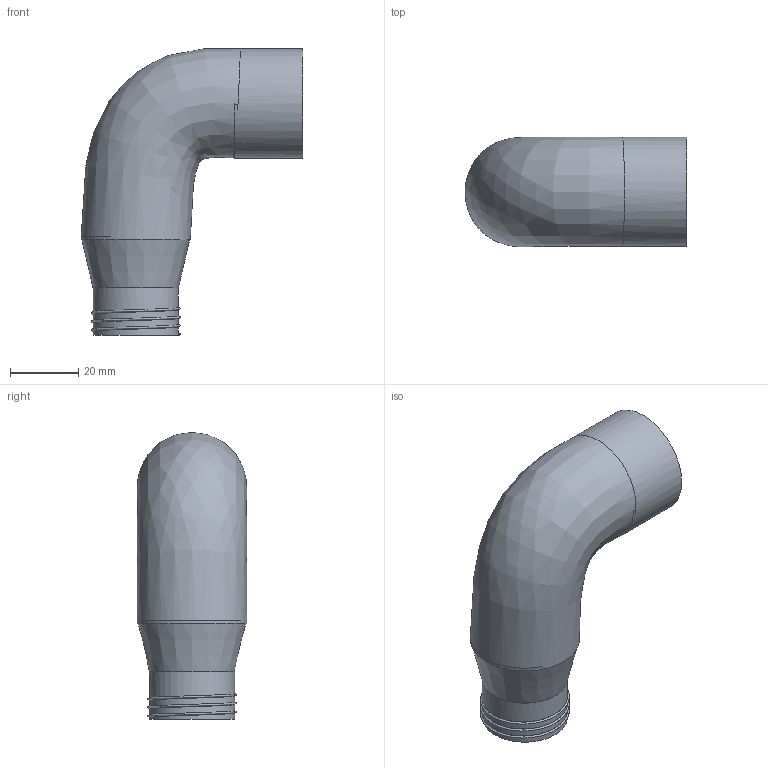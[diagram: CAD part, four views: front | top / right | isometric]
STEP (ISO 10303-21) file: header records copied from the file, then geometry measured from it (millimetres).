
FILE_DESCRIPTION(('FreeCAD Model'),'2;1');
FILE_NAME('Open CASCADE Shape Model','2025-08-06T08:04:38',(''),(''), 'Open CASCADE STEP processor 7.8','FreeCAD','Unknown');
FILE_SCHEMA(('AUTOMOTIVE_DESIGN { 1 0 10303 214 1 1 1 1 }'));
Length unit declared in the file: millimetre
Products named in the file (1): Fusion002
Bounding box: 65 x 32 x 84.08 mm (x, y, z)
Volume: 23775.6 mm3; surface area: 19631.2 mm2
Topology: 1 solids, 1 shells, 35 faces, 74 edges, 45 vertices
Faces by surface type: plane 13, bspline 11, cylinder 7, cone 4
Full cylindrical faces by diameter (mm): 20.982 x1, 24.958 x4, 26.653 x1, 32 x1
Entity records: 6290 total; most frequent: CARTESIAN_POINT 4629, DIRECTION 207, ORIENTED_EDGE 148, PCURVE 148, DEFINITIONAL_REPRESENTATION 148, LINE 87, VECTOR 87, B_SPLINE_CURVE_WITH_KNOTS 85
